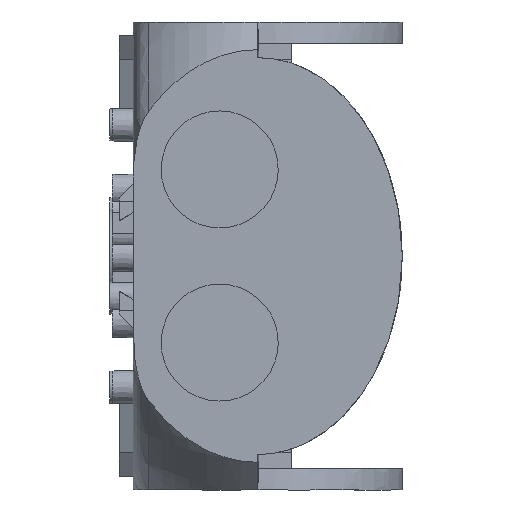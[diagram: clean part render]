
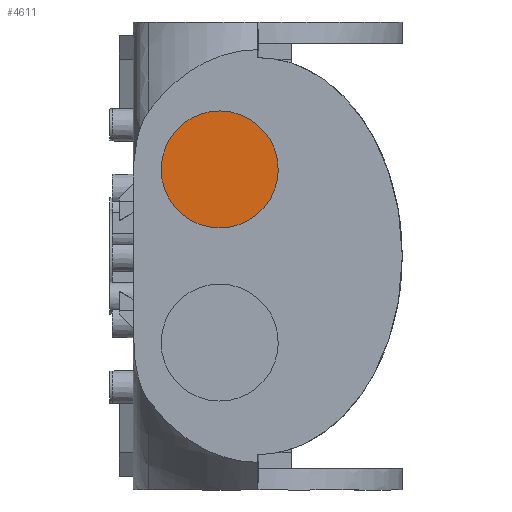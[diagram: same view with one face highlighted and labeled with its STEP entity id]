
A CAD part, front view. The second image highlights one B-rep face of the part: STEP entity #4611.
In plain terms, the highlighted planar face has unit normal (0, -1, 0).
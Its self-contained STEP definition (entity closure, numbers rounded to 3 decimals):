
#3841=FACE_OUTER_BOUND('',#5532,.T.);
#4611=ADVANCED_FACE('',(#3841),#4894,.F.);
#4894=PLANE('',#12527);
#5532=EDGE_LOOP('',(#9346));
#9346=ORIENTED_EDGE('',*,*,#11439,.T.);
#10201=VERTEX_POINT('',#19359);
#11439=EDGE_CURVE('',#10201,#10201,#11730,.T.);
#11730=CIRCLE('',#12525,12.5);
#12525=AXIS2_PLACEMENT_3D('',#19358,#14804,#14805);
#12527=AXIS2_PLACEMENT_3D('',#19361,#14808,#14809);
#14804=DIRECTION('',(0.,-1.,0.));
#14805=DIRECTION('',(0.012,0.,1.));
#14808=DIRECTION('',(0.,1.,0.));
#14809=DIRECTION('',(0.,0.,-1.));
#19358=CARTESIAN_POINT('',(18.5,0.2,18.503));
#19359=CARTESIAN_POINT('',(18.654,0.2,31.002));
#19361=CARTESIAN_POINT('',(18.5,0.2,18.503));
